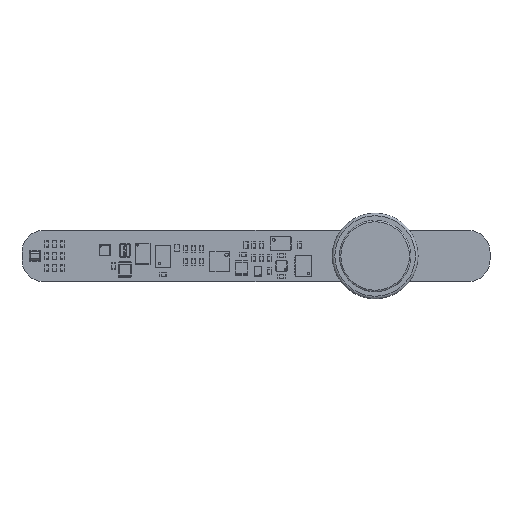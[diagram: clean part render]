
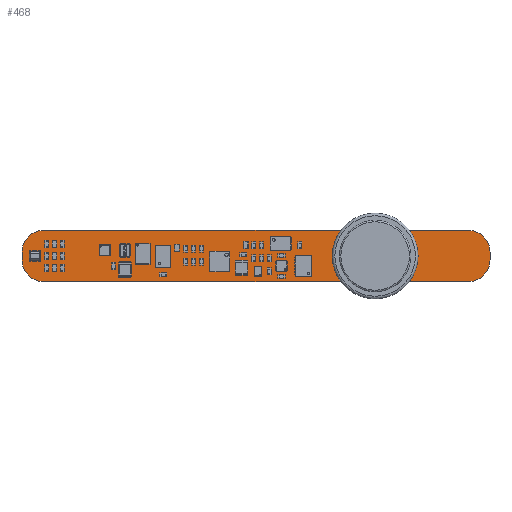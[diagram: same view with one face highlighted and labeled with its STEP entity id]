
A CAD part, top view. The second image highlights one B-rep face of the part: STEP entity #468.
In plain terms, the highlighted planar face has unit normal (0, 0, 1).
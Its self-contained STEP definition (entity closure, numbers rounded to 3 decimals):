
#203 = VERTEX_POINT('',#204);
#204 = CARTESIAN_POINT('',(0.,3.175,0.23));
#210 = EDGE_CURVE('',#203,#211,#213,.T.);
#211 = VERTEX_POINT('',#212);
#212 = CARTESIAN_POINT('',(0.,4.325,0.23));
#213 = LINE('',#214,#215);
#214 = CARTESIAN_POINT('',(0.,3.175,0.23));
#215 = VECTOR('',#216,1.);
#216 = DIRECTION('',(0.,1.,0.));
#241 = EDGE_CURVE('',#211,#242,#244,.T.);
#242 = VERTEX_POINT('',#243);
#243 = CARTESIAN_POINT('',(3.175,7.5,0.23));
#244 = CIRCLE('',#245,3.175);
#245 = AXIS2_PLACEMENT_3D('',#246,#247,#248);
#246 = CARTESIAN_POINT('',(3.175,4.325,0.23));
#247 = DIRECTION('',(0.,0.,-1.));
#248 = DIRECTION('',(-1.,0.,0.));
#274 = EDGE_CURVE('',#242,#275,#277,.T.);
#275 = VERTEX_POINT('',#276);
#276 = CARTESIAN_POINT('',(65.075,7.5,0.23));
#277 = LINE('',#278,#279);
#278 = CARTESIAN_POINT('',(3.175,7.5,0.23));
#279 = VECTOR('',#280,1.);
#280 = DIRECTION('',(1.,0.,0.));
#305 = EDGE_CURVE('',#275,#306,#308,.T.);
#306 = VERTEX_POINT('',#307);
#307 = CARTESIAN_POINT('',(68.25,4.325,0.23));
#308 = CIRCLE('',#309,3.175);
#309 = AXIS2_PLACEMENT_3D('',#310,#311,#312);
#310 = CARTESIAN_POINT('',(65.075,4.325,0.23));
#311 = DIRECTION('',(0.,0.,-1.));
#312 = DIRECTION('',(0.,1.,0.));
#338 = EDGE_CURVE('',#306,#339,#341,.T.);
#339 = VERTEX_POINT('',#340);
#340 = CARTESIAN_POINT('',(68.25,3.175,0.23));
#341 = LINE('',#342,#343);
#342 = CARTESIAN_POINT('',(68.25,4.325,0.23));
#343 = VECTOR('',#344,1.);
#344 = DIRECTION('',(0.,-1.,0.));
#369 = EDGE_CURVE('',#339,#370,#372,.T.);
#370 = VERTEX_POINT('',#371);
#371 = CARTESIAN_POINT('',(65.075,0.,0.23)
  );
#372 = CIRCLE('',#373,3.175);
#373 = AXIS2_PLACEMENT_3D('',#374,#375,#376);
#374 = CARTESIAN_POINT('',(65.075,3.175,0.23));
#375 = DIRECTION('',(0.,0.,-1.));
#376 = DIRECTION('',(1.,0.,0.));
#402 = EDGE_CURVE('',#370,#403,#405,.T.);
#403 = VERTEX_POINT('',#404);
#404 = CARTESIAN_POINT('',(3.175,0.,0.23));
#405 = LINE('',#406,#407);
#406 = CARTESIAN_POINT('',(65.075,0.,0.23));
#407 = VECTOR('',#408,1.);
#408 = DIRECTION('',(-1.,0.,0.));
#433 = EDGE_CURVE('',#403,#203,#434,.T.);
#434 = CIRCLE('',#435,3.175);
#435 = AXIS2_PLACEMENT_3D('',#436,#437,#438);
#436 = CARTESIAN_POINT('',(3.175,3.175,0.23));
#437 = DIRECTION('',(0.,0.,-1.));
#438 = DIRECTION('',(0.,-1.,0.));
#468 = ADVANCED_FACE('',(#469),#479,.T.);
#469 = FACE_BOUND('',#470,.F.);
#470 = EDGE_LOOP('',(#471,#472,#473,#474,#475,#476,#477,#478));
#471 = ORIENTED_EDGE('',*,*,#210,.T.);
#472 = ORIENTED_EDGE('',*,*,#241,.T.);
#473 = ORIENTED_EDGE('',*,*,#274,.T.);
#474 = ORIENTED_EDGE('',*,*,#305,.T.);
#475 = ORIENTED_EDGE('',*,*,#338,.T.);
#476 = ORIENTED_EDGE('',*,*,#369,.T.);
#477 = ORIENTED_EDGE('',*,*,#402,.T.);
#478 = ORIENTED_EDGE('',*,*,#433,.T.);
#479 = PLANE('',#480);
#480 = AXIS2_PLACEMENT_3D('',#481,#482,#483);
#481 = CARTESIAN_POINT('',(0.,3.175,0.23));
#482 = DIRECTION('',(0.,0.,1.));
#483 = DIRECTION('',(1.,0.,0.));
